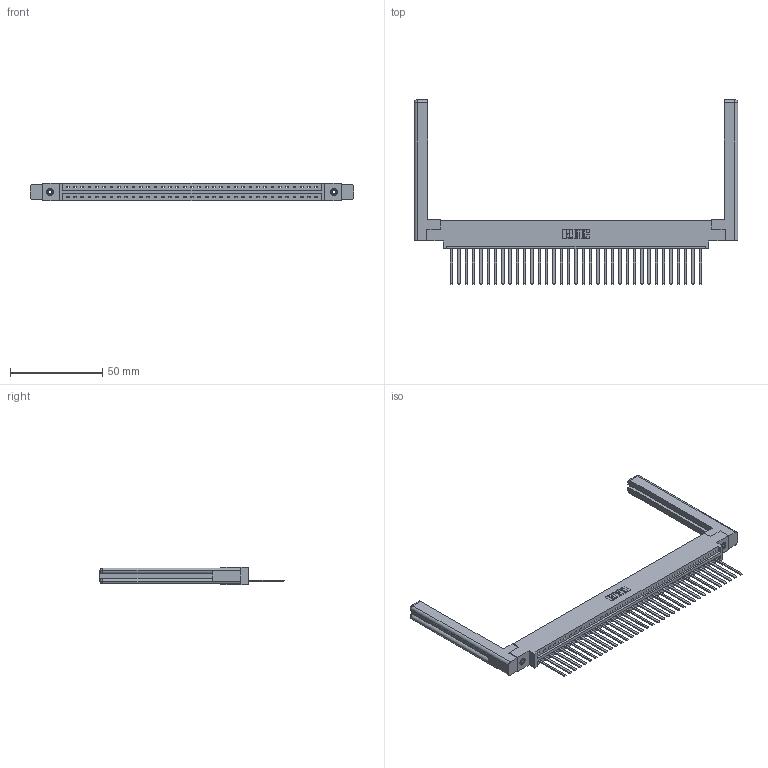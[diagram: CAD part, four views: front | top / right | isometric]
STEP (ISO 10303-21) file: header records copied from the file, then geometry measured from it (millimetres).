
FILE_DESCRIPTION (( 'STEP AP203' ), '1' );
FILE_NAME ('337-035-544-658.STEP', '2019-10-01T13:22:39', ( '' ), ( '' ), 'SwSTEP 2.0', 'SolidWorks 2016', '' );
FILE_SCHEMA (( 'CONFIG_CONTROL_DESIGN' ));
Length unit declared in the file: inch
Products named in the file (5): 307-220-058; 345-250-001_345-250-001-102; 337-035-544-658; 345-292-001_345-293-144; 337 Part_0.170 Offset - 0.156 Dia-TI
Assembly tree (40 placements, depth 2):
  337-035-544-658
    337 Part_0.170 Offset - 0.156 Dia-TI
    345-292-001_345-293-144  x35
    345-250-001_345-250-001-102  x2
    307-220-058  x2
Bounding box: 175.31 x 99.7 x 9.4 mm (x, y, z)
Volume: 25583 mm3; surface area: 25639.2 mm2
Topology: 40 solids, 40 shells, 2220 faces, 6627 edges, 4358 vertices
Faces by surface type: plane 1628, cylinder 568, cone 12, torus 12
Entity records: 29504 total; most frequent: CARTESIAN_POINT 5138, ORIENTED_EDGE 5048, DIRECTION 4354, EDGE_CURVE 2524, VECTOR 2352, LINE 2352, VERTEX_POINT 1674, AXIS2_PLACEMENT_3D 1001
